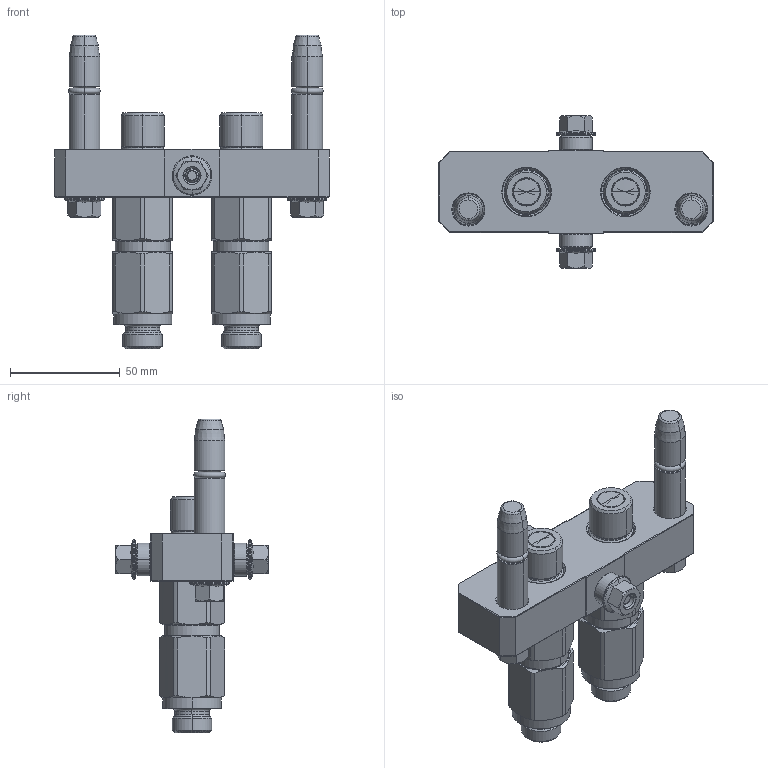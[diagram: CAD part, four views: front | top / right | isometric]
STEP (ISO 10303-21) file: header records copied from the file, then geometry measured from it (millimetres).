
FILE_DESCRIPTION (( 'STEP AP214' ), '1' );
FILE_NAME ('FASTER.step', '2024-08-26T02:31:01', ( '' ), ( '' ), 'SwSTEP 2.0', 'SolidWorks 2017', '' );
FILE_SCHEMA (( 'AUTOMOTIVE_DESIGN' ));
Length unit declared in the file: millimetre
Products named in the file (11): 3ffnp38_2_18m; 4860_024_0001_022; FASTER; 1540_080_0006_000; 1540_080_0008_000; 4830_021_0000_000; or2_62x9_19_m; 4830_028_1000_002; 4860_010_0001_000; PB06_M_BASE
Assembly tree (16 placements, depth 3):
  FASTER
    PB06_M_BASE
      4860_010_0001_000
      4830_021_0000_000  x2
      1540_080_0008_000  x2
      4860_024_0001_022
      1540_080_0006_000  x2
      4830_028_1000_002  x2
      or2_62x9_19_m  x2
    3ffnp38_2_18m  x2
      3ffnp38_2_18m
Bounding box: 125 x 69.5 x 143 mm (x, y, z)
Volume: 1616.4 mm3; surface area: 61108.5 mm2
Topology: 4 solids, 38 shells, 1075 faces, 3026 edges, 1986 vertices
Faces by surface type: plane 485, cylinder 248, cone 236, torus 84, bspline 22
Entity records: 29338 total; most frequent: CARTESIAN_POINT 8033, ORIENTED_EDGE 3982, DIRECTION 3762, EDGE_CURVE 2117, VERTEX_POINT 1387, VECTOR 1308, LINE 1308, AXIS2_PLACEMENT_3D 1227
